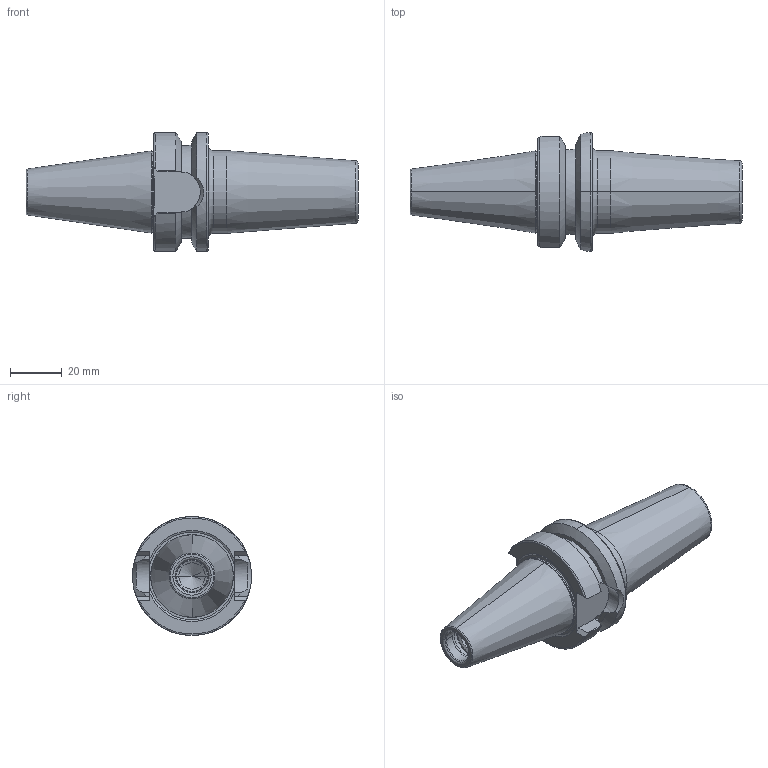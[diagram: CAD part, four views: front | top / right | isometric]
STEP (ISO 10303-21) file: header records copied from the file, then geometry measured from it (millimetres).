
FILE_DESCRIPTION((''),'2;1');
FILE_NAME('CBT30-SFH12_7-80','2020-02-25T10:13:13',('eos'),(''),'CREO PARAMETRIC BY PTC INC, 2018500','CREO PARAMETRIC BY PTC INC, 2018500','');
FILE_SCHEMA(('CONFIG_CONTROL_DESIGN'));
Length unit declared in the file: millimetre
Products named in the file (1): CBT30-SFH12_7-80
Bounding box: 128.4 x 46 x 46 mm (x, y, z)
Volume: 78613.7 mm3; surface area: 19917.1 mm2
Topology: 1 solids, 2 shells, 98 faces, 240 edges, 149 vertices
Faces by surface type: plane 28, cylinder 28, cone 24, torus 18
Entity records: 3016 total; most frequent: CARTESIAN_POINT 658, DIRECTION 506, ORIENTED_EDGE 472, EDGE_CURVE 238, AXIS2_PLACEMENT_3D 209, VERTEX_POINT 149, CIRCLE 110, EDGE_LOOP 105
